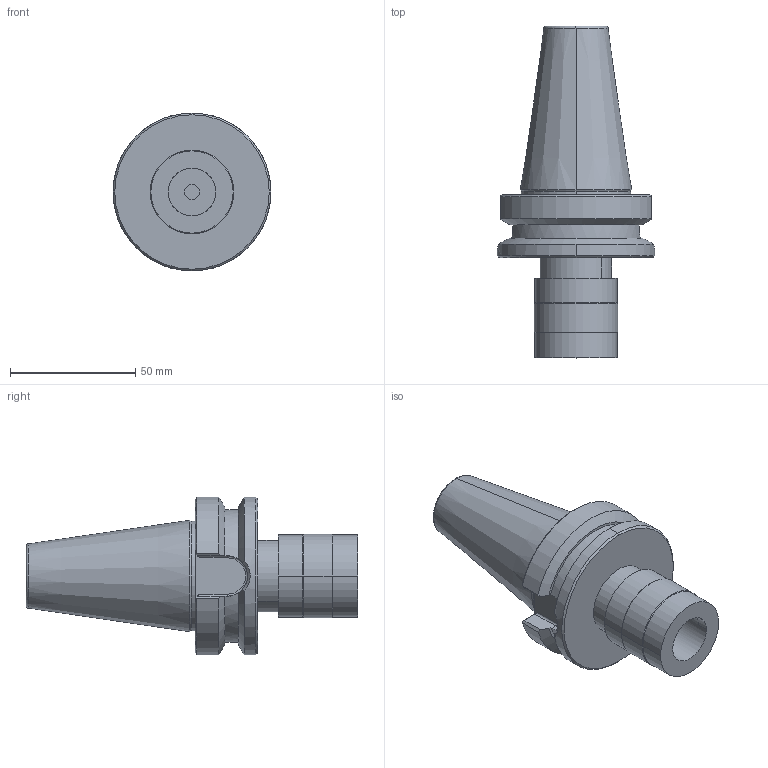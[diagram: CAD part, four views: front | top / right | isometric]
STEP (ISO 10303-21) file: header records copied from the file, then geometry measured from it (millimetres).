
FILE_DESCRIPTION((''),'2;1');
FILE_NAME('21480-40BT','2021-06-09T09:07:34',('046'),(''),'CREO PARAMETRIC BY PTC INC, 2019352','CREO PARAMETRIC BY PTC INC, 2019352','');
FILE_SCHEMA(('CONFIG_CONTROL_DESIGN'));
Length unit declared in the file: millimetre
Products named in the file (1): 21480-40BT
Bounding box: 63 x 132.4 x 63 mm (x, y, z)
Volume: 153269.2 mm3; surface area: 26190.9 mm2
Topology: 1 solids, 1 shells, 87 faces, 216 edges, 135 vertices
Faces by surface type: cylinder 32, plane 25, cone 22, torus 6, bspline 2
Entity records: 2877 total; most frequent: CARTESIAN_POINT 783, DIRECTION 434, ORIENTED_EDGE 428, EDGE_CURVE 214, AXIS2_PLACEMENT_3D 171, VERTEX_POINT 135, EDGE_LOOP 93, VECTOR 92
